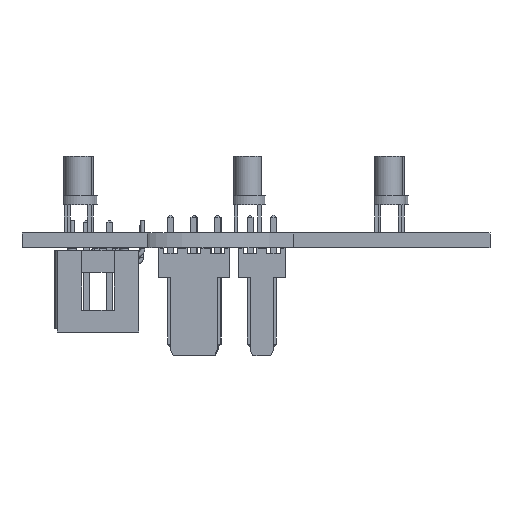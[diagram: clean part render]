
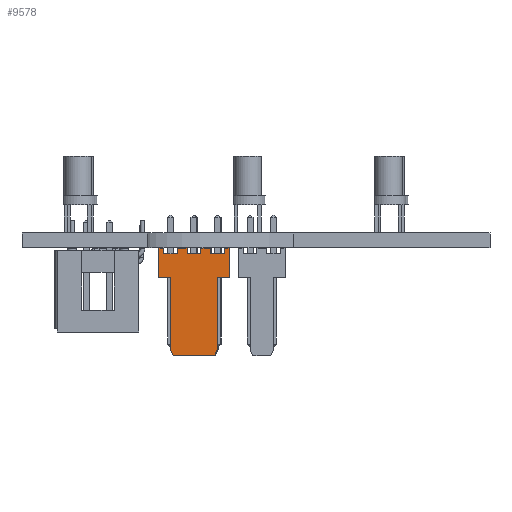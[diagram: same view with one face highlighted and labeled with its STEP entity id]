
A CAD part, front view. The second image highlights one B-rep face of the part: STEP entity #9578.
In plain terms, the highlighted planar face has unit normal (0, -1, 0).
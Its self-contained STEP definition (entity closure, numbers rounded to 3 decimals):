
#9542 = EDGE_CURVE('',#9543,#9545,#9547,.T.);
#9543 = VERTEX_POINT('',#9544);
#9544 = CARTESIAN_POINT('',(0.3,-2.9,11.7));
#9545 = VERTEX_POINT('',#9546);
#9546 = CARTESIAN_POINT('',(4.78,-2.9,11.7));
#9547 = LINE('',#9548,#9549);
#9548 = CARTESIAN_POINT('',(2.54,-2.9,11.7));
#9549 = VECTOR('',#9550,1.);
#9550 = DIRECTION('',(1.,0.,0.));
#9578 = ADVANCED_FACE('',(#9579),#9748,.T.);
#9579 = FACE_BOUND('',#9580,.T.);
#9580 = EDGE_LOOP('',(#9581,#9591,#9599,#9607,#9615,#9623,#9631,#9639,
    #9647,#9655,#9663,#9671,#9679,#9687,#9695,#9703,#9711,#9717,#9718,
    #9726,#9734,#9742));
#9581 = ORIENTED_EDGE('',*,*,#9582,.T.);
#9582 = EDGE_CURVE('',#9583,#9585,#9587,.T.);
#9583 = VERTEX_POINT('',#9584);
#9584 = CARTESIAN_POINT('',(-1.27,-2.9,0.));
#9585 = VERTEX_POINT('',#9586);
#9586 = CARTESIAN_POINT('',(-0.75,-2.9,0.));
#9587 = LINE('',#9588,#9589);
#9588 = CARTESIAN_POINT('',(-1.27,-2.9,0.));
#9589 = VECTOR('',#9590,1.);
#9590 = DIRECTION('',(1.,0.,0.));
#9591 = ORIENTED_EDGE('',*,*,#9592,.T.);
#9592 = EDGE_CURVE('',#9585,#9593,#9595,.T.);
#9593 = VERTEX_POINT('',#9594);
#9594 = CARTESIAN_POINT('',(-0.75,-2.9,0.6));
#9595 = LINE('',#9596,#9597);
#9596 = CARTESIAN_POINT('',(-0.75,-2.9,0.));
#9597 = VECTOR('',#9598,1.);
#9598 = DIRECTION('',(0.,0.,1.));
#9599 = ORIENTED_EDGE('',*,*,#9600,.F.);
#9600 = EDGE_CURVE('',#9601,#9593,#9603,.T.);
#9601 = VERTEX_POINT('',#9602);
#9602 = CARTESIAN_POINT('',(0.75,-2.9,0.6));
#9603 = LINE('',#9604,#9605);
#9604 = CARTESIAN_POINT('',(0.75,-2.9,0.6));
#9605 = VECTOR('',#9606,1.);
#9606 = DIRECTION('',(-1.,0.,0.));
#9607 = ORIENTED_EDGE('',*,*,#9608,.F.);
#9608 = EDGE_CURVE('',#9609,#9601,#9611,.T.);
#9609 = VERTEX_POINT('',#9610);
#9610 = CARTESIAN_POINT('',(0.75,-2.9,0.));
#9611 = LINE('',#9612,#9613);
#9612 = CARTESIAN_POINT('',(0.75,-2.9,0.));
#9613 = VECTOR('',#9614,1.);
#9614 = DIRECTION('',(0.,0.,1.));
#9615 = ORIENTED_EDGE('',*,*,#9616,.T.);
#9616 = EDGE_CURVE('',#9609,#9617,#9619,.T.);
#9617 = VERTEX_POINT('',#9618);
#9618 = CARTESIAN_POINT('',(1.79,-2.9,0.));
#9619 = LINE('',#9620,#9621);
#9620 = CARTESIAN_POINT('',(-1.27,-2.9,0.));
#9621 = VECTOR('',#9622,1.);
#9622 = DIRECTION('',(1.,0.,0.));
#9623 = ORIENTED_EDGE('',*,*,#9624,.T.);
#9624 = EDGE_CURVE('',#9617,#9625,#9627,.T.);
#9625 = VERTEX_POINT('',#9626);
#9626 = CARTESIAN_POINT('',(1.79,-2.9,0.6));
#9627 = LINE('',#9628,#9629);
#9628 = CARTESIAN_POINT('',(1.79,-2.9,0.));
#9629 = VECTOR('',#9630,1.);
#9630 = DIRECTION('',(0.,0.,1.));
#9631 = ORIENTED_EDGE('',*,*,#9632,.F.);
#9632 = EDGE_CURVE('',#9633,#9625,#9635,.T.);
#9633 = VERTEX_POINT('',#9634);
#9634 = CARTESIAN_POINT('',(3.29,-2.9,0.6));
#9635 = LINE('',#9636,#9637);
#9636 = CARTESIAN_POINT('',(3.29,-2.9,0.6));
#9637 = VECTOR('',#9638,1.);
#9638 = DIRECTION('',(-1.,0.,0.));
#9639 = ORIENTED_EDGE('',*,*,#9640,.F.);
#9640 = EDGE_CURVE('',#9641,#9633,#9643,.T.);
#9641 = VERTEX_POINT('',#9642);
#9642 = CARTESIAN_POINT('',(3.29,-2.9,0.));
#9643 = LINE('',#9644,#9645);
#9644 = CARTESIAN_POINT('',(3.29,-2.9,0.));
#9645 = VECTOR('',#9646,1.);
#9646 = DIRECTION('',(0.,0.,1.));
#9647 = ORIENTED_EDGE('',*,*,#9648,.T.);
#9648 = EDGE_CURVE('',#9641,#9649,#9651,.T.);
#9649 = VERTEX_POINT('',#9650);
#9650 = CARTESIAN_POINT('',(4.33,-2.9,0.));
#9651 = LINE('',#9652,#9653);
#9652 = CARTESIAN_POINT('',(-1.27,-2.9,0.));
#9653 = VECTOR('',#9654,1.);
#9654 = DIRECTION('',(1.,0.,0.));
#9655 = ORIENTED_EDGE('',*,*,#9656,.T.);
#9656 = EDGE_CURVE('',#9649,#9657,#9659,.T.);
#9657 = VERTEX_POINT('',#9658);
#9658 = CARTESIAN_POINT('',(4.33,-2.9,0.6));
#9659 = LINE('',#9660,#9661);
#9660 = CARTESIAN_POINT('',(4.33,-2.9,0.));
#9661 = VECTOR('',#9662,1.);
#9662 = DIRECTION('',(0.,0.,1.));
#9663 = ORIENTED_EDGE('',*,*,#9664,.F.);
#9664 = EDGE_CURVE('',#9665,#9657,#9667,.T.);
#9665 = VERTEX_POINT('',#9666);
#9666 = CARTESIAN_POINT('',(5.83,-2.9,0.6));
#9667 = LINE('',#9668,#9669);
#9668 = CARTESIAN_POINT('',(5.83,-2.9,0.6));
#9669 = VECTOR('',#9670,1.);
#9670 = DIRECTION('',(-1.,0.,0.));
#9671 = ORIENTED_EDGE('',*,*,#9672,.F.);
#9672 = EDGE_CURVE('',#9673,#9665,#9675,.T.);
#9673 = VERTEX_POINT('',#9674);
#9674 = CARTESIAN_POINT('',(5.83,-2.9,0.));
#9675 = LINE('',#9676,#9677);
#9676 = CARTESIAN_POINT('',(5.83,-2.9,0.));
#9677 = VECTOR('',#9678,1.);
#9678 = DIRECTION('',(0.,0.,1.));
#9679 = ORIENTED_EDGE('',*,*,#9680,.T.);
#9680 = EDGE_CURVE('',#9673,#9681,#9683,.T.);
#9681 = VERTEX_POINT('',#9682);
#9682 = CARTESIAN_POINT('',(6.35,-2.9,0.));
#9683 = LINE('',#9684,#9685);
#9684 = CARTESIAN_POINT('',(-1.27,-2.9,0.));
#9685 = VECTOR('',#9686,1.);
#9686 = DIRECTION('',(1.,0.,0.));
#9687 = ORIENTED_EDGE('',*,*,#9688,.T.);
#9688 = EDGE_CURVE('',#9681,#9689,#9691,.T.);
#9689 = VERTEX_POINT('',#9690);
#9690 = CARTESIAN_POINT('',(6.35,-2.9,3.17));
#9691 = LINE('',#9692,#9693);
#9692 = CARTESIAN_POINT('',(6.35,-2.9,0.));
#9693 = VECTOR('',#9694,1.);
#9694 = DIRECTION('',(0.,0.,1.));
#9695 = ORIENTED_EDGE('',*,*,#9696,.F.);
#9696 = EDGE_CURVE('',#9697,#9689,#9699,.T.);
#9697 = VERTEX_POINT('',#9698);
#9698 = CARTESIAN_POINT('',(5.08,-2.9,3.17));
#9699 = LINE('',#9700,#9701);
#9700 = CARTESIAN_POINT('',(-1.27,-2.9,3.17));
#9701 = VECTOR('',#9702,1.);
#9702 = DIRECTION('',(1.,0.,0.));
#9703 = ORIENTED_EDGE('',*,*,#9704,.T.);
#9704 = EDGE_CURVE('',#9697,#9705,#9707,.T.);
#9705 = VERTEX_POINT('',#9706);
#9706 = CARTESIAN_POINT('',(5.08,-2.9,11.));
#9707 = LINE('',#9708,#9709);
#9708 = CARTESIAN_POINT('',(5.08,-2.9,3.17));
#9709 = VECTOR('',#9710,1.);
#9710 = DIRECTION('',(0.,0.,1.));
#9711 = ORIENTED_EDGE('',*,*,#9712,.F.);
#9712 = EDGE_CURVE('',#9545,#9705,#9713,.T.);
#9713 = LINE('',#9714,#9715);
#9714 = CARTESIAN_POINT('',(6.225,-2.9,8.327));
#9715 = VECTOR('',#9716,1.);
#9716 = DIRECTION('',(0.394,0.,-0.919));
#9717 = ORIENTED_EDGE('',*,*,#9542,.F.);
#9718 = ORIENTED_EDGE('',*,*,#9719,.T.);
#9719 = EDGE_CURVE('',#9543,#9720,#9722,.T.);
#9720 = VERTEX_POINT('',#9721);
#9721 = CARTESIAN_POINT('',(0.,-2.9,11.));
#9722 = LINE('',#9723,#9724);
#9723 = CARTESIAN_POINT('',(-1.145,-2.9,8.327));
#9724 = VECTOR('',#9725,1.);
#9725 = DIRECTION('',(-0.394,-0.,-0.919));
#9726 = ORIENTED_EDGE('',*,*,#9727,.F.);
#9727 = EDGE_CURVE('',#9728,#9720,#9730,.T.);
#9728 = VERTEX_POINT('',#9729);
#9729 = CARTESIAN_POINT('',(0.,-2.9,3.17));
#9730 = LINE('',#9731,#9732);
#9731 = CARTESIAN_POINT('',(0.,-2.9,3.17));
#9732 = VECTOR('',#9733,1.);
#9733 = DIRECTION('',(0.,0.,1.));
#9734 = ORIENTED_EDGE('',*,*,#9735,.F.);
#9735 = EDGE_CURVE('',#9736,#9728,#9738,.T.);
#9736 = VERTEX_POINT('',#9737);
#9737 = CARTESIAN_POINT('',(-1.27,-2.9,3.17));
#9738 = LINE('',#9739,#9740);
#9739 = CARTESIAN_POINT('',(-1.27,-2.9,3.17));
#9740 = VECTOR('',#9741,1.);
#9741 = DIRECTION('',(1.,0.,0.));
#9742 = ORIENTED_EDGE('',*,*,#9743,.F.);
#9743 = EDGE_CURVE('',#9583,#9736,#9744,.T.);
#9744 = LINE('',#9745,#9746);
#9745 = CARTESIAN_POINT('',(-1.27,-2.9,0.));
#9746 = VECTOR('',#9747,1.);
#9747 = DIRECTION('',(0.,0.,1.));
#9748 = PLANE('',#9749);
#9749 = AXIS2_PLACEMENT_3D('',#9750,#9751,#9752);
#9750 = CARTESIAN_POINT('',(2.54,-2.9,4.85));
#9751 = DIRECTION('',(0.,-1.,0.));
#9752 = DIRECTION('',(-1.,0.,0.));
